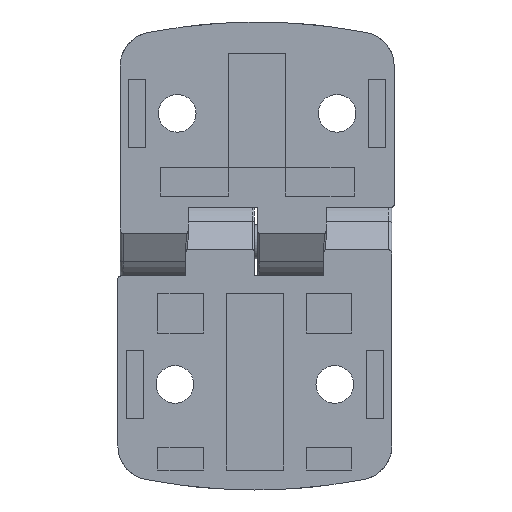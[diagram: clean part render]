
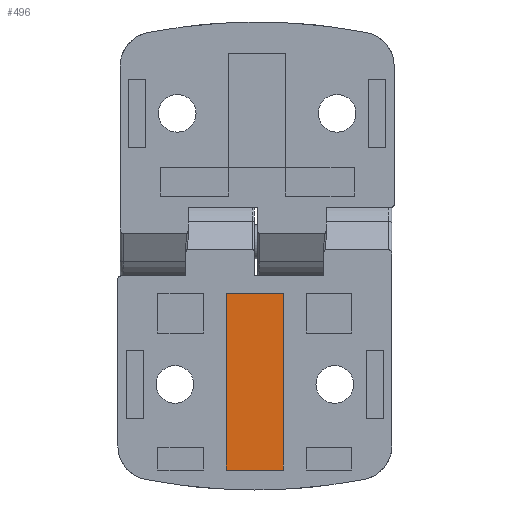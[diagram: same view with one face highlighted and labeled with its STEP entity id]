
A CAD part, front view. The second image highlights one B-rep face of the part: STEP entity #496.
In plain terms, the highlighted planar face has unit normal (0, -1, 0).
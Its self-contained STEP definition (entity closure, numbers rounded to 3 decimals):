
#496=ADVANCED_FACE('NONE',(#1118),#1119,.T.);
#1118=FACE_OUTER_BOUND('',#2633,.T.);
#1119=PLANE('',#2634);
#2633=EDGE_LOOP('',(#4681,#4682,#4683,#4684));
#2634=AXIS2_PLACEMENT_3D('',#4685,#4686,#4687);
#4681=ORIENTED_EDGE('',*,*,#6133,.T.);
#4682=ORIENTED_EDGE('',*,*,#6142,.T.);
#4683=ORIENTED_EDGE('',*,*,#6139,.T.);
#4684=ORIENTED_EDGE('',*,*,#6136,.T.);
#4685=CARTESIAN_POINT('',(-5.4,1.0,-40.0));
#4686=DIRECTION('',(0.0,-1.0,0.0));
#4687=DIRECTION('',(0.0,0.0,-1.0));
#6133=EDGE_CURVE('NONE',#7129,#7127,#7130,.T.);
#6136=EDGE_CURVE('NONE',#7133,#7129,#7134,.T.);
#6139=EDGE_CURVE('NONE',#7137,#7133,#7138,.T.);
#6142=EDGE_CURVE('NONE',#7127,#7137,#7141,.T.);
#7127=VERTEX_POINT('NONE',#9303);
#7129=VERTEX_POINT('NONE',#9306);
#7130=LINE('',#9307,#9308);
#7133=VERTEX_POINT('NONE',#9312);
#7134=LINE('',#9313,#9314);
#7137=VERTEX_POINT('NONE',#9318);
#7138=LINE('',#9319,#9320);
#7141=LINE('',#9324,#9325);
#9303=CARTESIAN_POINT('',(4.6,1.0,-40.0));
#9306=CARTESIAN_POINT('',(-5.4,1.0,-40.0));
#9307=CARTESIAN_POINT('',(-5.4,1.0,-40.0));
#9308=VECTOR('',#11314,1000.0);
#9312=CARTESIAN_POINT('',(-5.4,1.0,-9.));
#9313=CARTESIAN_POINT('',(-5.4,1.0,-40.0));
#9314=VECTOR('',#11316,1000.0);
#9318=CARTESIAN_POINT('',(4.6,1.0,-9.));
#9319=CARTESIAN_POINT('',(-5.4,1.0,-9.));
#9320=VECTOR('',#11318,1000.0);
#9324=CARTESIAN_POINT('',(4.6,1.0,-40.0));
#9325=VECTOR('',#11320,1000.0);
#11314=DIRECTION('',(1.0,0.0,0.0));
#11316=DIRECTION('',(-0.0,-0.0,-1.0));
#11318=DIRECTION('',(-1.0,-0.0,-0.0));
#11320=DIRECTION('',(0.,0.0,1.0));
